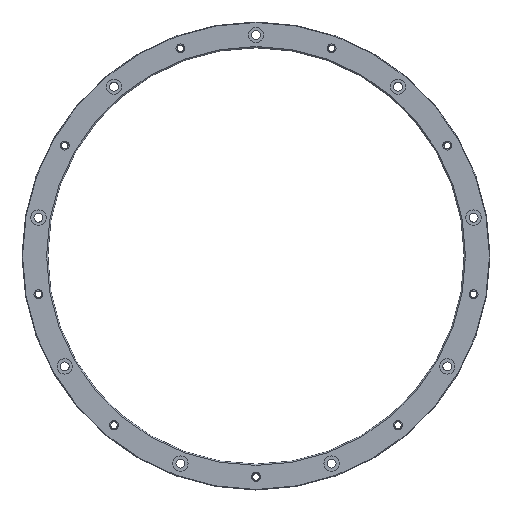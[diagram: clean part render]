
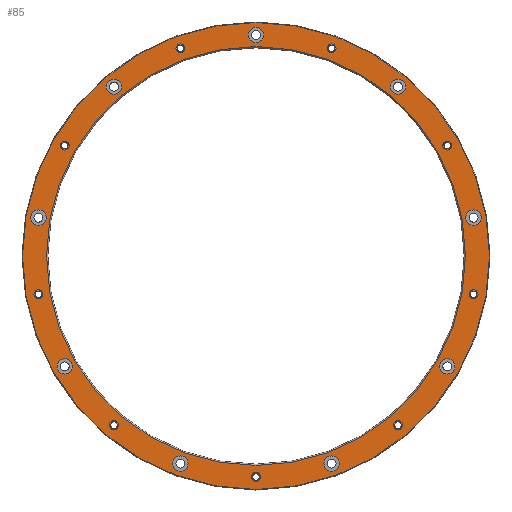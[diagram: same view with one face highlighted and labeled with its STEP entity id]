
A CAD part, top view. The second image highlights one B-rep face of the part: STEP entity #85.
In plain terms, the highlighted planar face has unit normal (0, 0, 1).
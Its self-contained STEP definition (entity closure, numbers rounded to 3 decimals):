
#85=ADVANCED_FACE('',(#168,#169,#170,#171,#172,#173,#174,#175,#176,#177,
#178,#179,#180,#181,#182,#183,#184,#185,#186,#187),#148,.T.);
#148=PLANE('',#918);
#168=FACE_BOUND('',#330,.T.);
#169=FACE_BOUND('',#331,.T.);
#170=FACE_BOUND('',#332,.T.);
#171=FACE_BOUND('',#333,.T.);
#172=FACE_BOUND('',#334,.T.);
#173=FACE_BOUND('',#335,.T.);
#174=FACE_BOUND('',#336,.T.);
#175=FACE_BOUND('',#337,.T.);
#176=FACE_BOUND('',#338,.T.);
#177=FACE_BOUND('',#339,.T.);
#178=FACE_BOUND('',#340,.T.);
#179=FACE_BOUND('',#341,.T.);
#180=FACE_BOUND('',#342,.T.);
#181=FACE_BOUND('',#343,.T.);
#182=FACE_BOUND('',#344,.T.);
#183=FACE_BOUND('',#345,.T.);
#184=FACE_BOUND('',#346,.T.);
#185=FACE_BOUND('',#347,.T.);
#186=FACE_BOUND('',#348,.T.);
#187=FACE_BOUND('',#349,.T.);
#330=EDGE_LOOP('',(#492));
#331=EDGE_LOOP('',(#493));
#332=EDGE_LOOP('',(#494));
#333=EDGE_LOOP('',(#495));
#334=EDGE_LOOP('',(#496));
#335=EDGE_LOOP('',(#497));
#336=EDGE_LOOP('',(#498));
#337=EDGE_LOOP('',(#499));
#338=EDGE_LOOP('',(#500));
#339=EDGE_LOOP('',(#501));
#340=EDGE_LOOP('',(#502));
#341=EDGE_LOOP('',(#503));
#342=EDGE_LOOP('',(#504));
#343=EDGE_LOOP('',(#505));
#344=EDGE_LOOP('',(#506));
#345=EDGE_LOOP('',(#507));
#346=EDGE_LOOP('',(#508));
#347=EDGE_LOOP('',(#509));
#348=EDGE_LOOP('',(#510));
#349=EDGE_LOOP('',(#511));
#492=ORIENTED_EDGE('',*,*,#735,.T.);
#493=ORIENTED_EDGE('',*,*,#736,.T.);
#494=ORIENTED_EDGE('',*,*,#737,.T.);
#495=ORIENTED_EDGE('',*,*,#738,.T.);
#496=ORIENTED_EDGE('',*,*,#739,.T.);
#497=ORIENTED_EDGE('',*,*,#740,.T.);
#498=ORIENTED_EDGE('',*,*,#741,.T.);
#499=ORIENTED_EDGE('',*,*,#742,.T.);
#500=ORIENTED_EDGE('',*,*,#743,.T.);
#501=ORIENTED_EDGE('',*,*,#744,.T.);
#502=ORIENTED_EDGE('',*,*,#745,.T.);
#503=ORIENTED_EDGE('',*,*,#746,.T.);
#504=ORIENTED_EDGE('',*,*,#747,.T.);
#505=ORIENTED_EDGE('',*,*,#748,.T.);
#506=ORIENTED_EDGE('',*,*,#749,.T.);
#507=ORIENTED_EDGE('',*,*,#750,.T.);
#508=ORIENTED_EDGE('',*,*,#751,.T.);
#509=ORIENTED_EDGE('',*,*,#752,.T.);
#510=ORIENTED_EDGE('',*,*,#753,.T.);
#511=ORIENTED_EDGE('',*,*,#754,.T.);
#654=VERTEX_POINT('',#1334);
#655=VERTEX_POINT('',#1336);
#656=VERTEX_POINT('',#1338);
#657=VERTEX_POINT('',#1340);
#658=VERTEX_POINT('',#1342);
#659=VERTEX_POINT('',#1344);
#660=VERTEX_POINT('',#1346);
#661=VERTEX_POINT('',#1348);
#662=VERTEX_POINT('',#1350);
#663=VERTEX_POINT('',#1352);
#664=VERTEX_POINT('',#1354);
#665=VERTEX_POINT('',#1356);
#666=VERTEX_POINT('',#1358);
#667=VERTEX_POINT('',#1360);
#668=VERTEX_POINT('',#1362);
#669=VERTEX_POINT('',#1364);
#670=VERTEX_POINT('',#1366);
#671=VERTEX_POINT('',#1368);
#672=VERTEX_POINT('',#1370);
#673=VERTEX_POINT('',#1372);
#735=EDGE_CURVE('',#654,#654,#816,.T.);
#736=EDGE_CURVE('',#655,#655,#817,.T.);
#737=EDGE_CURVE('',#656,#656,#818,.T.);
#738=EDGE_CURVE('',#657,#657,#819,.T.);
#739=EDGE_CURVE('',#658,#658,#820,.T.);
#740=EDGE_CURVE('',#659,#659,#821,.T.);
#741=EDGE_CURVE('',#660,#660,#822,.T.);
#742=EDGE_CURVE('',#661,#661,#823,.T.);
#743=EDGE_CURVE('',#662,#662,#824,.T.);
#744=EDGE_CURVE('',#663,#663,#825,.T.);
#745=EDGE_CURVE('',#664,#664,#826,.T.);
#746=EDGE_CURVE('',#665,#665,#827,.T.);
#747=EDGE_CURVE('',#666,#666,#828,.T.);
#748=EDGE_CURVE('',#667,#667,#829,.T.);
#749=EDGE_CURVE('',#668,#668,#830,.T.);
#750=EDGE_CURVE('',#669,#669,#831,.T.);
#751=EDGE_CURVE('',#670,#670,#832,.T.);
#752=EDGE_CURVE('',#671,#671,#833,.T.);
#753=EDGE_CURVE('',#672,#672,#834,.T.);
#754=EDGE_CURVE('',#673,#673,#835,.T.);
#816=CIRCLE('',#898,1.75);
#817=CIRCLE('',#899,1.75);
#818=CIRCLE('',#900,1.75);
#819=CIRCLE('',#901,1.75);
#820=CIRCLE('',#902,1.75);
#821=CIRCLE('',#903,1.75);
#822=CIRCLE('',#904,1.75);
#823=CIRCLE('',#905,1.75);
#824=CIRCLE('',#906,1.75);
#825=CIRCLE('',#907,91.425);
#826=CIRCLE('',#908,82.01);
#827=CIRCLE('',#909,3.);
#828=CIRCLE('',#910,3.);
#829=CIRCLE('',#911,3.);
#830=CIRCLE('',#912,3.);
#831=CIRCLE('',#913,3.);
#832=CIRCLE('',#914,3.);
#833=CIRCLE('',#915,3.);
#834=CIRCLE('',#916,3.);
#835=CIRCLE('',#917,3.);
#898=AXIS2_PLACEMENT_3D('',#1333,#1044,#1045);
#899=AXIS2_PLACEMENT_3D('',#1335,#1046,#1047);
#900=AXIS2_PLACEMENT_3D('',#1337,#1048,#1049);
#901=AXIS2_PLACEMENT_3D('',#1339,#1050,#1051);
#902=AXIS2_PLACEMENT_3D('',#1341,#1052,#1053);
#903=AXIS2_PLACEMENT_3D('',#1343,#1054,#1055);
#904=AXIS2_PLACEMENT_3D('',#1345,#1056,#1057);
#905=AXIS2_PLACEMENT_3D('',#1347,#1058,#1059);
#906=AXIS2_PLACEMENT_3D('',#1349,#1060,#1061);
#907=AXIS2_PLACEMENT_3D('',#1351,#1062,#1063);
#908=AXIS2_PLACEMENT_3D('',#1353,#1064,#1065);
#909=AXIS2_PLACEMENT_3D('',#1355,#1066,#1067);
#910=AXIS2_PLACEMENT_3D('',#1357,#1068,#1069);
#911=AXIS2_PLACEMENT_3D('',#1359,#1070,#1071);
#912=AXIS2_PLACEMENT_3D('',#1361,#1072,#1073);
#913=AXIS2_PLACEMENT_3D('',#1363,#1074,#1075);
#914=AXIS2_PLACEMENT_3D('',#1365,#1076,#1077);
#915=AXIS2_PLACEMENT_3D('',#1367,#1078,#1079);
#916=AXIS2_PLACEMENT_3D('',#1369,#1080,#1081);
#917=AXIS2_PLACEMENT_3D('',#1371,#1082,#1083);
#918=AXIS2_PLACEMENT_3D('',#1373,#1084,#1085);
#1044=DIRECTION('',(0.,0.,-1.));
#1045=DIRECTION('',(-1.,0.,0.));
#1046=DIRECTION('',(0.,0.,-1.));
#1047=DIRECTION('',(-1.,0.,0.));
#1048=DIRECTION('',(0.,0.,-1.));
#1049=DIRECTION('',(-1.,0.,0.));
#1050=DIRECTION('',(0.,0.,-1.));
#1051=DIRECTION('',(-1.,0.,0.));
#1052=DIRECTION('',(0.,0.,-1.));
#1053=DIRECTION('',(-1.,0.,0.));
#1054=DIRECTION('',(0.,0.,-1.));
#1055=DIRECTION('',(-1.,0.,0.));
#1056=DIRECTION('',(0.,0.,-1.));
#1057=DIRECTION('',(-1.,0.,0.));
#1058=DIRECTION('',(0.,0.,-1.));
#1059=DIRECTION('',(-1.,0.,0.));
#1060=DIRECTION('',(0.,0.,-1.));
#1061=DIRECTION('',(-1.,0.,0.));
#1062=DIRECTION('',(0.,0.,1.));
#1063=DIRECTION('',(1.,0.,0.));
#1064=DIRECTION('',(0.,0.,-1.));
#1065=DIRECTION('',(1.,0.,0.));
#1066=DIRECTION('',(0.,0.,-1.));
#1067=DIRECTION('',(-0.766,0.643,0.));
#1068=DIRECTION('',(0.,0.,-1.));
#1069=DIRECTION('',(-0.174,0.985,0.));
#1070=DIRECTION('',(0.,0.,-1.));
#1071=DIRECTION('',(0.5,0.866,0.));
#1072=DIRECTION('',(0.,0.,-1.));
#1073=DIRECTION('',(0.94,0.342,0.));
#1074=DIRECTION('',(0.,0.,-1.));
#1075=DIRECTION('',(0.94,-0.342,0.));
#1076=DIRECTION('',(0.,0.,-1.));
#1077=DIRECTION('',(0.5,-0.866,0.));
#1078=DIRECTION('',(0.,0.,-1.));
#1079=DIRECTION('',(-0.174,-0.985,0.));
#1080=DIRECTION('',(0.,0.,-1.));
#1081=DIRECTION('',(-0.766,-0.643,0.));
#1082=DIRECTION('',(0.,0.,-1.));
#1083=DIRECTION('',(-1.,0.,0.));
#1084=DIRECTION('',(0.,0.,1.));
#1085=DIRECTION('',(1.,0.,0.));
#1333=CARTESIAN_POINT('',(-55.601,-66.263,10.));
#1334=CARTESIAN_POINT('',(-57.351,-66.263,10.));
#1335=CARTESIAN_POINT('',(-85.186,-15.021,10.));
#1336=CARTESIAN_POINT('',(-86.936,-15.021,10.));
#1337=CARTESIAN_POINT('',(-74.911,43.25,10.));
#1338=CARTESIAN_POINT('',(-76.661,43.25,10.));
#1339=CARTESIAN_POINT('',(-29.585,81.283,10.));
#1340=CARTESIAN_POINT('',(-31.335,81.283,10.));
#1341=CARTESIAN_POINT('',(29.585,81.283,10.));
#1342=CARTESIAN_POINT('',(27.835,81.283,10.));
#1343=CARTESIAN_POINT('',(74.911,43.25,10.));
#1344=CARTESIAN_POINT('',(73.161,43.25,10.));
#1345=CARTESIAN_POINT('',(85.186,-15.021,10.));
#1346=CARTESIAN_POINT('',(83.436,-15.021,10.));
#1347=CARTESIAN_POINT('',(55.601,-66.263,10.));
#1348=CARTESIAN_POINT('',(53.851,-66.263,10.));
#1349=CARTESIAN_POINT('',(0.,-86.5,10.));
#1350=CARTESIAN_POINT('',(-1.75,-86.5,10.));
#1351=CARTESIAN_POINT('',(0.,0.,10.));
#1352=CARTESIAN_POINT('',(91.425,0.,10.));
#1353=CARTESIAN_POINT('',(0.,0.,10.));
#1354=CARTESIAN_POINT('',(82.01,0.,10.));
#1355=CARTESIAN_POINT('',(55.601,66.263,10.));
#1356=CARTESIAN_POINT('',(53.303,68.191,10.));
#1357=CARTESIAN_POINT('',(85.186,15.021,10.));
#1358=CARTESIAN_POINT('',(84.665,17.975,10.));
#1359=CARTESIAN_POINT('',(74.911,-43.25,10.));
#1360=CARTESIAN_POINT('',(76.411,-40.652,10.));
#1361=CARTESIAN_POINT('',(29.585,-81.283,10.));
#1362=CARTESIAN_POINT('',(32.404,-80.257,10.));
#1363=CARTESIAN_POINT('',(-29.585,-81.283,10.));
#1364=CARTESIAN_POINT('',(-26.766,-82.309,10.));
#1365=CARTESIAN_POINT('',(-74.911,-43.25,10.));
#1366=CARTESIAN_POINT('',(-73.411,-45.848,10.));
#1367=CARTESIAN_POINT('',(-85.186,15.021,10.));
#1368=CARTESIAN_POINT('',(-85.707,12.066,10.));
#1369=CARTESIAN_POINT('',(-55.601,66.263,10.));
#1370=CARTESIAN_POINT('',(-57.899,64.334,10.));
#1371=CARTESIAN_POINT('',(0.,86.5,10.));
#1372=CARTESIAN_POINT('',(-3.,86.5,10.));
#1373=CARTESIAN_POINT('',(0.,0.,10.));
